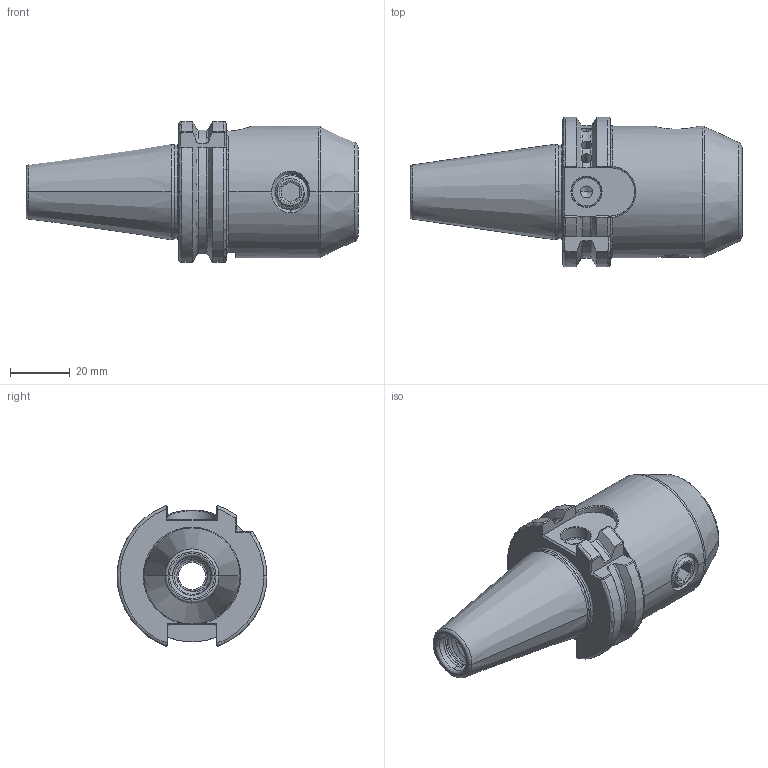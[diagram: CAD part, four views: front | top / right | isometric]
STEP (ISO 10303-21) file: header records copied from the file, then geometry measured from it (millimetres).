
FILE_DESCRIPTION (( 'STEP AP203' ), '1' );
FILE_NAME ('302.04.14.STEP', '2016-11-25T07:11:41', ( '' ), ( '' ), 'SwSTEP 2.0', 'SolidWorks 2012', '' );
FILE_SCHEMA (( 'CONFIG_CONTROL_DESIGN' ));
Length unit declared in the file: millimetre
Products named in the file (3): 302.04.14; 側固12_M12x1.75_16L
Assembly tree (2 placements, depth 2):
  302.04.14
    302.04.14
    側固12_M12x1.75_16L
Bounding box: 110.8 x 50 x 47.04 mm (x, y, z)
Volume: 98887.3 mm3; surface area: 22461.4 mm2
Topology: 2 solids, 2 shells, 266 faces, 702 edges, 437 vertices
Faces by surface type: cylinder 92, plane 60, cone 39, torus 37, bspline 36, sphere 2
Entity records: 21846 total; most frequent: CARTESIAN_POINT 15728, ORIENTED_EDGE 1384, DIRECTION 1023, EDGE_CURVE 692, VERTEX_POINT 437, AXIS2_PLACEMENT_3D 403, EDGE_LOOP 277, FACE_OUTER_BOUND 266
